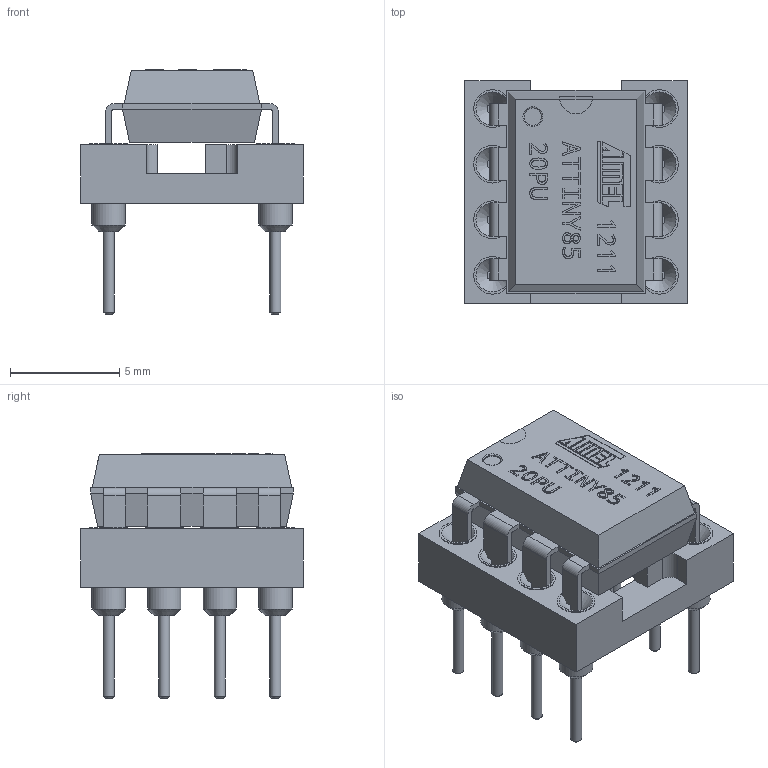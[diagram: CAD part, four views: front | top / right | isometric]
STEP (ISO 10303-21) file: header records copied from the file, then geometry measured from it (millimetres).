
FILE_DESCRIPTION(('FreeCAD Model'),'2;1');
FILE_NAME('DIP_8_W762mm_Socket_sp.step','2020-09-30T21:26:00',('kicad StepUp'),('ksu MCAD'), 'Open CASCADE STEP processor 7.4','FreeCAD','Unknown');
FILE_SCHEMA(('AUTOMOTIVE_DESIGN { 1 0 10303 214 1 1 1 1 }'));
Length unit declared in the file: millimetre
Products named in the file (1): DIP_8_W762mm_Socket_sp
Bounding box: 10.16 x 10.16 x 11.18 mm (x, y, z)
Volume: 394 mm3; surface area: 738.8 mm2
Topology: 2 solids, 2 shells, 569 faces, 1432 edges, 932 vertices
Faces by surface type: plane 321, extrusion 143, cylinder 58, cone 24, bspline 22, torus 1
Full cylindrical faces by diameter (mm): 0.508 x16, 0.8 x1, 1.524 x8, 1.724 x8
Entity records: 21630 total; most frequent: CARTESIAN_POINT 4486, ORIENTED_EDGE 2864, DIRECTION 2230, EDGE_CURVE 1432, VECTOR 1116, LINE 973, VERTEX_POINT 932, FACE_BOUND 638
